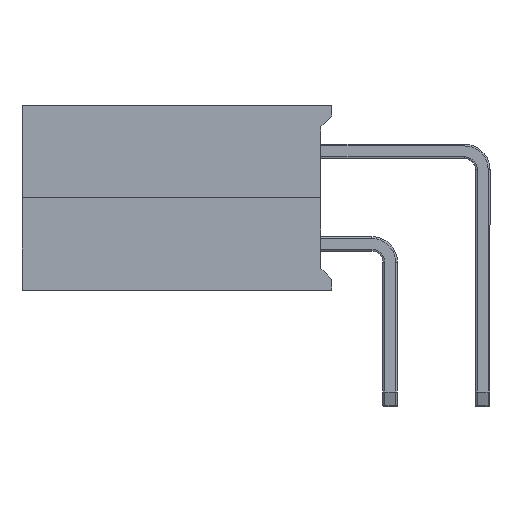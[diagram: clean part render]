
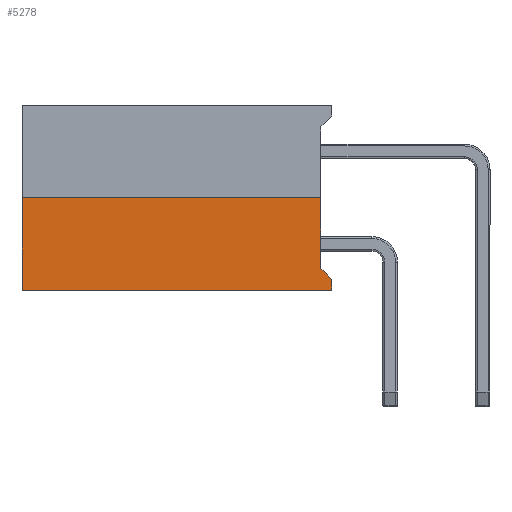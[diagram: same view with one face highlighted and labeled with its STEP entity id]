
A CAD part, left-side view. The second image highlights one B-rep face of the part: STEP entity #5278.
In plain terms, the highlighted planar face has unit normal (-1, 0, 0).
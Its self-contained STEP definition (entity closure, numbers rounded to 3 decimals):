
#243=PLANE('',#5857);
#494=FACE_OUTER_BOUND('',#821,.T.);
#821=EDGE_LOOP('',(#3999,#4000,#4001,#4002,#4003,#4004));
#1183=LINE('',#8821,#1567);
#1187=LINE('',#8828,#1571);
#1198=LINE('',#8852,#1582);
#1201=LINE('',#8858,#1585);
#1202=LINE('',#8860,#1586);
#1203=LINE('',#8861,#1587);
#1567=VECTOR('',#7094,10.);
#1571=VECTOR('',#7100,10.);
#1582=VECTOR('',#7123,10.);
#1585=VECTOR('',#7128,10.);
#1586=VECTOR('',#7129,10.);
#1587=VECTOR('',#7130,10.);
#2271=VERTEX_POINT('',#8818);
#2272=VERTEX_POINT('',#8820);
#2274=VERTEX_POINT('',#8826);
#2281=VERTEX_POINT('',#8851);
#2283=VERTEX_POINT('',#8857);
#2284=VERTEX_POINT('',#8859);
#2855=EDGE_CURVE('',#2271,#2272,#1183,.T.);
#2859=EDGE_CURVE('',#2271,#2274,#1187,.T.);
#2872=EDGE_CURVE('',#2281,#2272,#1198,.T.);
#2875=EDGE_CURVE('',#2274,#2283,#1201,.T.);
#2876=EDGE_CURVE('',#2284,#2283,#1202,.T.);
#2877=EDGE_CURVE('',#2281,#2284,#1203,.T.);
#3999=ORIENTED_EDGE('',*,*,#2859,.T.);
#4000=ORIENTED_EDGE('',*,*,#2875,.T.);
#4001=ORIENTED_EDGE('',*,*,#2876,.F.);
#4002=ORIENTED_EDGE('',*,*,#2877,.F.);
#4003=ORIENTED_EDGE('',*,*,#2872,.T.);
#4004=ORIENTED_EDGE('',*,*,#2855,.F.);
#5278=ADVANCED_FACE('',(#494),#243,.T.);
#5857=AXIS2_PLACEMENT_3D('',#8856,#7126,#7127);
#7094=DIRECTION('',(0.,-0.707,-0.707));
#7100=DIRECTION('',(0.,0.,1.));
#7123=DIRECTION('',(0.,0.,1.));
#7126=DIRECTION('center_axis',(-1.,0.,0.));
#7127=DIRECTION('ref_axis',(0.,0.,
1.));
#7128=DIRECTION('',(0.,1.,0.));
#7129=DIRECTION('',(0.,0.,1.));
#7130=DIRECTION('',(0.,1.,0.));
#8818=CARTESIAN_POINT('',(-1.27,1.9,0.6));
#8820=CARTESIAN_POINT('',(-1.27,1.6,0.3));
#8821=CARTESIAN_POINT('',(-1.27,1.6,0.3));
#8826=CARTESIAN_POINT('',(-1.27,1.9,2.54));
#8828=CARTESIAN_POINT('',(-1.27,1.9,0.635));
#8851=CARTESIAN_POINT('',(-1.27,1.6,0.));
#8852=CARTESIAN_POINT('',(-1.27,1.6,0.));
#8856=CARTESIAN_POINT('Origin',(-1.27,1.6,0.));
#8857=CARTESIAN_POINT('',(-1.27,10.1,2.54));
#8858=CARTESIAN_POINT('',(-1.27,1.6,2.54));
#8859=CARTESIAN_POINT('',(-1.27,10.1,0.));
#8860=CARTESIAN_POINT('',(-1.27,10.1,0.));
#8861=CARTESIAN_POINT('',(-1.27,1.6,0.));
